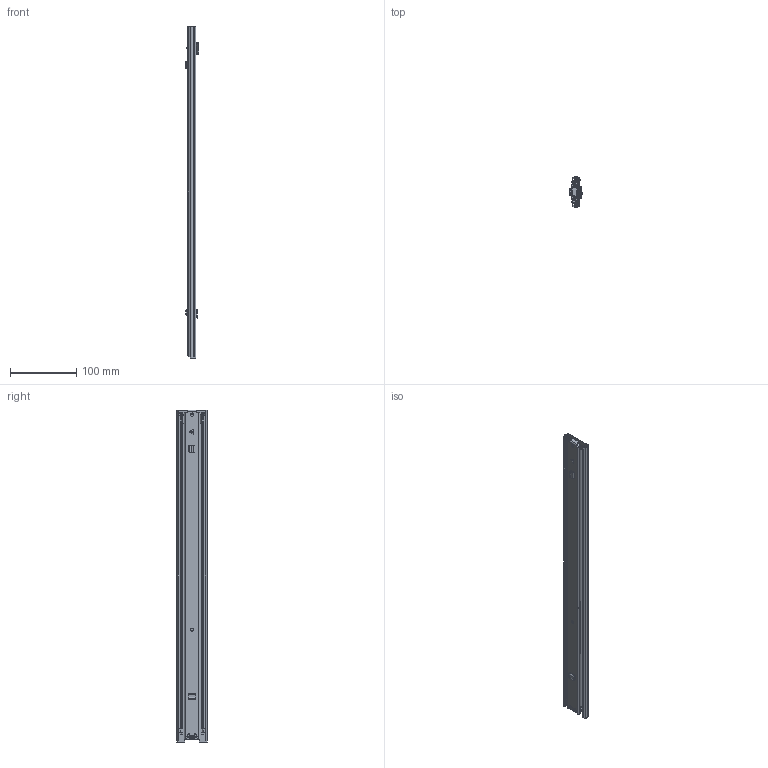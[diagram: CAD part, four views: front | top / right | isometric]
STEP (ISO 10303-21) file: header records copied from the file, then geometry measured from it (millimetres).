
FILE_DESCRIPTION (( 'STEP AP214' ), '1' );
FILE_NAME ('FR_5000_OE_SMT.0500mm_20inch_0,9_closed_right.STEP', '2022-10-24T10:31:22', ( '' ), ( '' ), 'SwSTEP 2.0', 'SolidWorks 2020', '' );
FILE_SCHEMA (( 'AUTOMOTIVE_DESIGN' ));
Length unit declared in the file: millimetre
Products named in the file (11): FR_5000_OE_SMT.0500mm_20inch_0,9_closed_right; 5000 TRIGGER; 5000.XXX-01.T102 RIGHT_NL  500; 5000.XXX-03.T102 RIGHT_NL  500; 5000 RIVET; 5000 DETENT; 5000 MIDDLE STOP; 5000.XXX-02.T102_NL  500
Assembly tree (10 placements, depth 3):
  FR_5000_OE_SMT.0500mm_20inch_0,9_closed_right
    5000.XXX-01.T102 RIGHT_NL  500
      5000.XXX-01.T102 RIGHT_NL  500
      5000 DETENT
    5000.XXX-03.T102 RIGHT_NL  500
      5000.XXX-03.T102 RIGHT_NL  500
      5000 TRIGGER
      5000 RIVET
    5000.XXX-02.T102_NL  500
      5000.XXX-02.T102_NL  500
      5000 MIDDLE STOP
Bounding box: 20.19 x 45.7 x 500 mm (x, y, z)
Volume: 94492.8 mm3; surface area: 153359.9 mm2
Topology: 7 solids, 7 shells, 826 faces, 2064 edges, 1254 vertices
Faces by surface type: plane 435, cylinder 321, bspline 62, cone 6, torus 2
Entity records: 26380 total; most frequent: CARTESIAN_POINT 6872, ORIENTED_EDGE 4122, DIRECTION 3845, EDGE_CURVE 2061, AXIS2_PLACEMENT_3D 1304, VERTEX_POINT 1254, LINE 1237, VECTOR 1237
